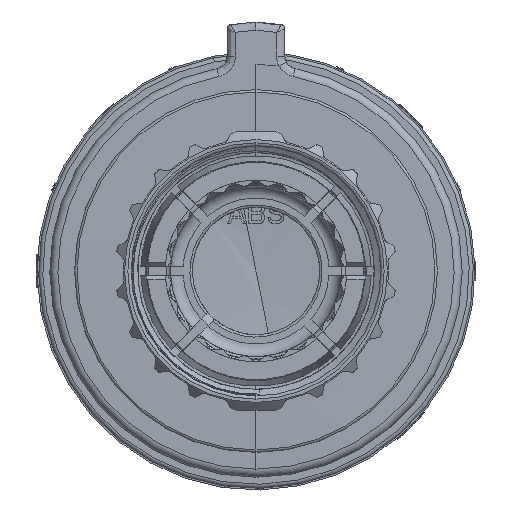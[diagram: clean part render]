
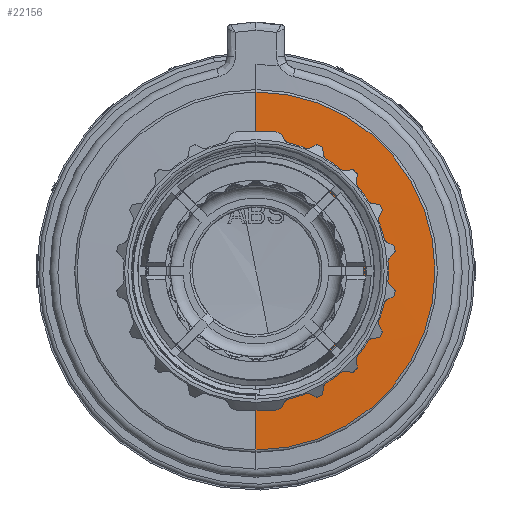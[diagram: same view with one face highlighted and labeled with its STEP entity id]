
A CAD part, front view. The second image highlights one B-rep face of the part: STEP entity #22156.
In plain terms, the highlighted conical face has half-angle 89 degrees and reference radius 17.374 mm.
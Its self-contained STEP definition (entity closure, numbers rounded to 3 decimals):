
#3202=CARTESIAN_POINT('',(0.,11.956,0.));
#3203=DIRECTION('',(0.,1.,0.));
#3204=DIRECTION('',(0.,0.,1.));
#3205=AXIS2_PLACEMENT_3D('',#3202,#3203,#3204);
#3227=DIRECTION('',(0.,0.017,-1.));
#3228=VECTOR('',#3227,8.564);
#3229=CARTESIAN_POINT('',(0.,11.807,-13.093));
#3230=LINE('',#3229,#3228);
#3231=DIRECTION('',(0.,0.017,1.));
#3232=VECTOR('',#3231,8.564);
#3233=CARTESIAN_POINT('',(0.,11.807,13.093));
#3234=LINE('',#3233,#3232);
#3291=CARTESIAN_POINT('',(0.,11.807,0.));
#3292=DIRECTION('',(0.,-1.,0.));
#3293=DIRECTION('',(0.,0.,-1.));
#3294=AXIS2_PLACEMENT_3D('',#3291,#3292,#3293);
#16333=CARTESIAN_POINT('',(0.,11.956,-21.655));
#16334=CARTESIAN_POINT('',(0.,11.956,21.655));
#16335=VERTEX_POINT('',#16333);
#16336=VERTEX_POINT('',#16334);
#16405=CARTESIAN_POINT('',(0.,11.807,13.093));
#16406=CARTESIAN_POINT('',(0.,11.807,-13.093));
#16407=VERTEX_POINT('',#16405);
#16408=VERTEX_POINT('',#16406);
#22144=CARTESIAN_POINT('',(0.,11.882,0.));
#22145=DIRECTION('',(0.,1.,0.));
#22146=DIRECTION('',(0.,0.,1.));
#22147=AXIS2_PLACEMENT_3D('',#22144,#22145,#22146);
#22148=CONICAL_SURFACE('',#22147,17.374,89.);
#22149=ORIENTED_EDGE('',*,*,#22096,.T.);
#22150=ORIENTED_EDGE('',*,*,#22139,.F.);
#22152=ORIENTED_EDGE('',*,*,#22151,.T.);
#22153=ORIENTED_EDGE('',*,*,#22135,.T.);
#22154=EDGE_LOOP('',(#22149,#22150,#22152,#22153));
#22155=FACE_OUTER_BOUND('',#22154,.F.);
#22156=ADVANCED_FACE('',(#22155),#22148,.T.);
#3206=CIRCLE('',#3205,21.655);
#3295=CIRCLE('',#3294,13.093);
#22096=EDGE_CURVE('',#16336,#16335,#3206,.T.);
#22135=EDGE_CURVE('',#16407,#16336,#3234,.T.);
#22139=EDGE_CURVE('',#16408,#16335,#3230,.T.);
#22151=EDGE_CURVE('',#16408,#16407,#3295,.T.);
